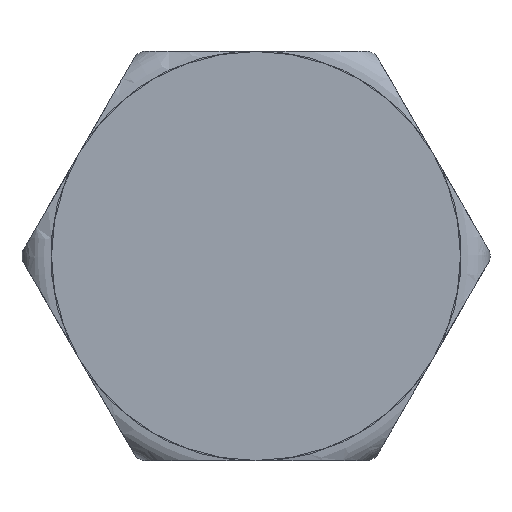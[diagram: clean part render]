
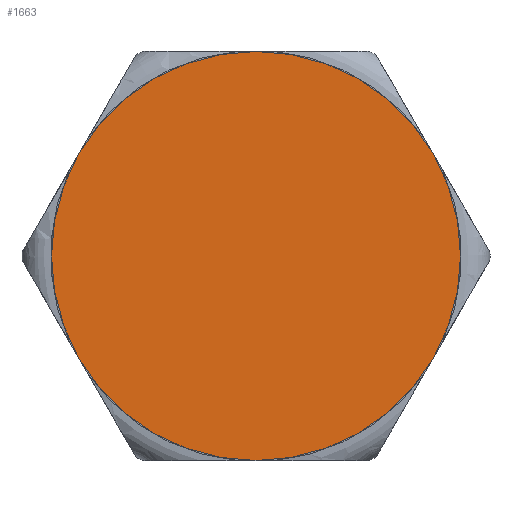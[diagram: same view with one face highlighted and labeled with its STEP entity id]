
A CAD part, left-side view. The second image highlights one B-rep face of the part: STEP entity #1663.
In plain terms, the highlighted planar face has unit normal (-1, 0, 0).
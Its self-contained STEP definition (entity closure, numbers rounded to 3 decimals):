
#70=PLANE('',#1834);
#239=CIRCLE('',#1778,14.29);
#387=FACE_OUTER_BOUND('',#502,.T.);
#502=EDGE_LOOP('',(#1415));
#732=VERTEX_POINT('',#5127);
#927=EDGE_CURVE('',#732,#732,#239,.T.);
#1415=ORIENTED_EDGE('',*,*,#927,.F.);
#1663=ADVANCED_FACE('',(#387),#70,.T.);
#1778=AXIS2_PLACEMENT_3D('',#5128,#1994,#1995);
#1834=AXIS2_PLACEMENT_3D('',#5546,#2137,#2138);
#1994=DIRECTION('center_axis',(1.,0.,0.));
#1995=DIRECTION('ref_axis',(0.,0.,-1.));
#2137=DIRECTION('center_axis',(-1.,0.,0.));
#2138=DIRECTION('ref_axis',(0.,0.,1.));
#5127=CARTESIAN_POINT('',(-28.,14.29,0.));
#5128=CARTESIAN_POINT('Origin',(-28.,0.,0.));
#5546=CARTESIAN_POINT('Origin',(-28.,14.29,0.));
